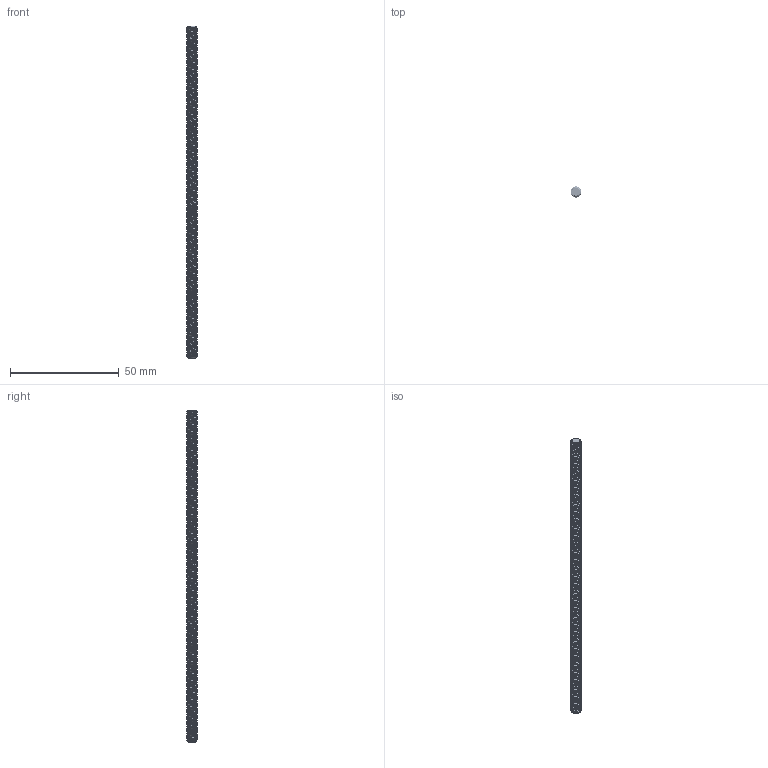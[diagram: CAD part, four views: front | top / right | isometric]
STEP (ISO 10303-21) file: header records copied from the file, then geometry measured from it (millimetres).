
FILE_DESCRIPTION (( 'STEP AP214' ), '1' );
FILE_NAME ('am-1714 10-32 x 6000 Threaded Rod.STEP', '2023-10-12T19:00:38', ( '' ), ( '' ), 'SwSTEP 2.0', 'SolidWorks 2022', '' );
FILE_SCHEMA (( 'AUTOMOTIVE_DESIGN' ));
Length unit declared in the file: inch
Products named in the file (1): am-1714 10-32 x 6000 Threaded Rod
Bounding box: 4.83 x 4.83 x 152.4 mm (x, y, z)
Volume: 2240.7 mm3; surface area: 3640.9 mm2
Topology: 1 solids, 1 shells, 392 faces, 1170 edges, 780 vertices
Faces by surface type: cylinder 382, cone 5, bspline 3, plane 2
Entity records: 33849 total; most frequent: CARTESIAN_POINT 25586, ORIENTED_EDGE 2340, DIRECTION 1178, EDGE_CURVE 1170, VERTEX_POINT 780, AXIS2_PLACEMENT_3D 396, ADVANCED_FACE 392, FACE_OUTER_BOUND 392
